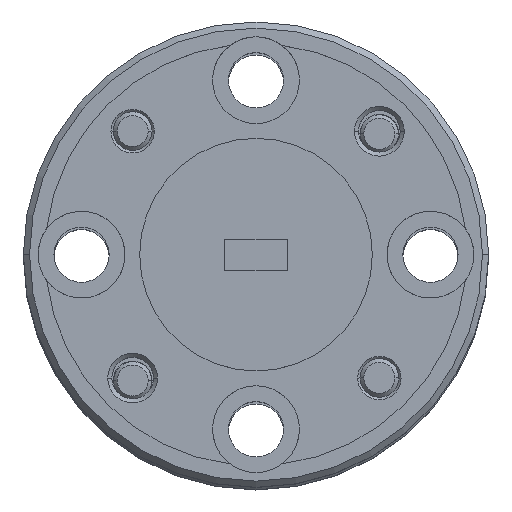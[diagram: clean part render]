
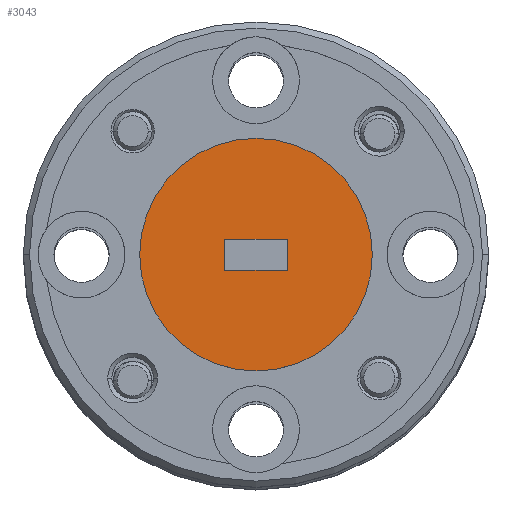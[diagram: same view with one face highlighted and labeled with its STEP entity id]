
A CAD part, top view. The second image highlights one B-rep face of the part: STEP entity #3043.
In plain terms, the highlighted planar face has unit normal (0, 0, 1).
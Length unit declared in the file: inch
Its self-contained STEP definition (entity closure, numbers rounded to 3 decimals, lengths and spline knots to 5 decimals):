
#34 = VERTEX_POINT ( 'NONE', #2084 ) ;
#238 = VERTEX_POINT ( 'NONE', #1960 ) ;
#249 = EDGE_CURVE ( 'NONE', #3161, #3445, #2280, .T. ) ;
#368 = DIRECTION ( 'NONE',  ( 0., 0., 1. ) ) ;
#542 = VECTOR ( 'NONE', #1947, 39.37008 ) ;
#576 = DIRECTION ( 'NONE',  ( 1., 0., 0. ) ) ;
#666 = ORIENTED_EDGE ( 'NONE', *, *, #2170, .F. ) ;
#673 = EDGE_LOOP ( 'NONE', ( #3731, #1138, #666, #4302 ) ) ;
#715 = DIRECTION ( 'NONE',  ( 0., -1., 0. ) ) ;
#729 = CARTESIAN_POINT ( 'NONE',  ( -0.52273, -0.07369, 0.8353 ) ) ;
#830 = ORIENTED_EDGE ( 'NONE', *, *, #992, .T. ) ;
#840 = DIRECTION ( 'NONE',  ( 1., 0., 0. ) ) ;
#869 = EDGE_CURVE ( 'NONE', #3445, #238, #3312, .T. ) ;
#985 = DIRECTION ( 'NONE',  ( 1., 0., 0. ) ) ;
#992 = EDGE_CURVE ( 'NONE', #1450, #2512, #2215, .T. ) ;
#1054 = FACE_OUTER_BOUND ( 'NONE', #3640, .T. ) ;
#1067 = LINE ( 'NONE', #4226, #3287 ) ;
#1138 = ORIENTED_EDGE ( 'NONE', *, *, #249, .F. ) ;
#1230 = LINE ( 'NONE', #3055, #2083 ) ;
#1237 = CARTESIAN_POINT ( 'NONE',  ( -0.57273, -0.04869, 0.8353 ) ) ;
#1350 = DIRECTION ( 'NONE',  ( 1., 0., 0. ) ) ;
#1450 = VERTEX_POINT ( 'NONE', #2333 ) ;
#1729 = DIRECTION ( 'NONE',  ( 0., 0., 1. ) ) ;
#1947 = DIRECTION ( 'NONE',  ( 0., 1., 0. ) ) ;
#1960 = CARTESIAN_POINT ( 'NONE',  ( -0.52273, -0.02369, 0.8353 ) ) ;
#2083 = VECTOR ( 'NONE', #2329, 39.37008 ) ;
#2084 = CARTESIAN_POINT ( 'NONE',  ( -0.62273, -0.02369, 0.8353 ) ) ;
#2170 = EDGE_CURVE ( 'NONE', #34, #3161, #1067, .T. ) ;
#2215 = CIRCLE ( 'NONE', #2799, 0.1875 ) ;
#2280 = LINE ( 'NONE', #2906, #4173 ) ;
#2329 = DIRECTION ( 'NONE',  ( -1., 0., 0. ) ) ;
#2333 = CARTESIAN_POINT ( 'NONE',  ( -0.76023, -0.04869, 0.8353 ) ) ;
#2436 = CARTESIAN_POINT ( 'NONE',  ( -0.38523, -0.04869, 0.8353 ) ) ;
#2512 = VERTEX_POINT ( 'NONE', #2436 ) ;
#2604 = AXIS2_PLACEMENT_3D ( 'NONE', #1237, #4318, #576 ) ;
#2737 = ORIENTED_EDGE ( 'NONE', *, *, #3239, .T. ) ;
#2798 = PLANE ( 'NONE',  #2889 ) ;
#2799 = AXIS2_PLACEMENT_3D ( 'NONE', #2885, #368, #1350 ) ;
#2827 = CIRCLE ( 'NONE', #2604, 0.1875 ) ;
#2883 = CARTESIAN_POINT ( 'NONE',  ( -0.62273, -0.07369, 0.8353 ) ) ;
#2885 = CARTESIAN_POINT ( 'NONE',  ( -0.57273, -0.04869, 0.8353 ) ) ;
#2889 = AXIS2_PLACEMENT_3D ( 'NONE', #4096, #1729, #985 ) ;
#2906 = CARTESIAN_POINT ( 'NONE',  ( -0.62273, -0.07369, 0.8353 ) ) ;
#2984 = CARTESIAN_POINT ( 'NONE',  ( -0.52273, -0.02369, 0.8353 ) ) ;
#3043 = ADVANCED_FACE ( 'NONE', ( #3046, #1054 ), #2798, .T. ) ;
#3046 = FACE_BOUND ( 'NONE', #673, .T. ) ;
#3055 = CARTESIAN_POINT ( 'NONE',  ( -0.62273, -0.02369, 0.8353 ) ) ;
#3161 = VERTEX_POINT ( 'NONE', #2883 ) ;
#3239 = EDGE_CURVE ( 'NONE', #2512, #1450, #2827, .T. ) ;
#3287 = VECTOR ( 'NONE', #715, 39.37008 ) ;
#3312 = LINE ( 'NONE', #2984, #542 ) ;
#3445 = VERTEX_POINT ( 'NONE', #729 ) ;
#3640 = EDGE_LOOP ( 'NONE', ( #2737, #830 ) ) ;
#3731 = ORIENTED_EDGE ( 'NONE', *, *, #869, .F. ) ;
#4096 = CARTESIAN_POINT ( 'NONE',  ( -0.57273, -0.04869, 0.8353 ) ) ;
#4105 = EDGE_CURVE ( 'NONE', #238, #34, #1230, .T. ) ;
#4173 = VECTOR ( 'NONE', #840, 39.37008 ) ;
#4226 = CARTESIAN_POINT ( 'NONE',  ( -0.62273, -0.02369, 0.8353 ) ) ;
#4302 = ORIENTED_EDGE ( 'NONE', *, *, #4105, .F. ) ;
#4318 = DIRECTION ( 'NONE',  ( 0., 0., 1. ) ) ;
